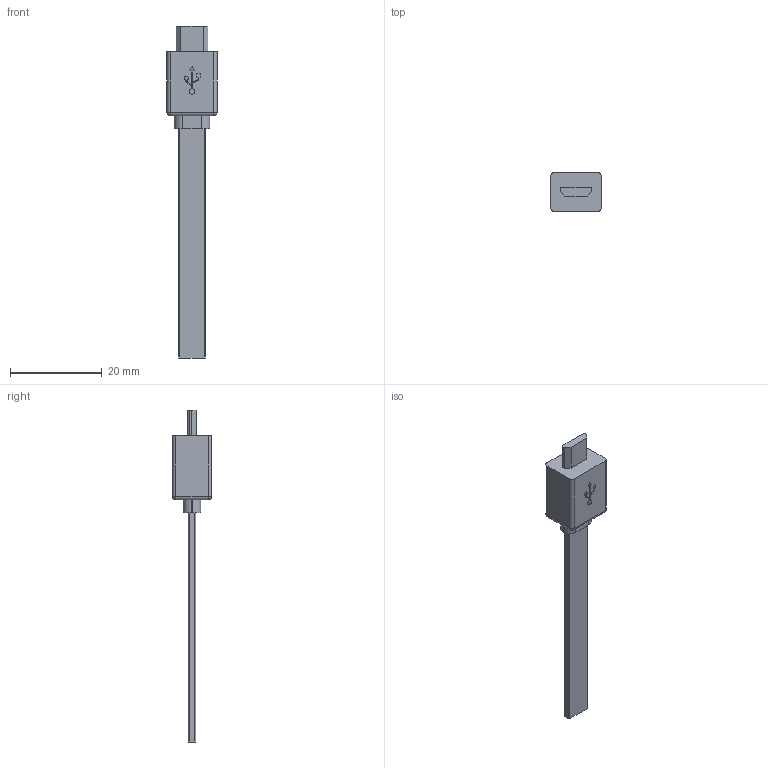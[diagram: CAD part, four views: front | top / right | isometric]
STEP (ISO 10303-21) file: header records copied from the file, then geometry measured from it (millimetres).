
FILE_DESCRIPTION (( 'STEP AP214' ), '1' );
FILE_NAME ('MICRO USB CONNECTOR AND FLAT CABLE.STEP', '2020-03-30T13:16:58', ( '' ), ( '' ), 'SwSTEP 2.0', 'SolidWorks 2020', '' );
FILE_SCHEMA (( 'AUTOMOTIVE_DESIGN' ));
Length unit declared in the file: millimetre
Products named in the file (1): MICRO USB CONNECTOR AND FLAT CABLE
Bounding box: 11 x 8.5 x 72.45 mm (x, y, z)
Volume: 1892.1 mm3; surface area: 1572.7 mm2
Topology: 1 solids, 1 shells, 107 faces, 292 edges, 188 vertices
Faces by surface type: plane 67, cylinder 36, sphere 4
Entity records: 3493 total; most frequent: CARTESIAN_POINT 584, DIRECTION 576, ORIENTED_EDGE 576, EDGE_CURVE 288, LINE 216, VECTOR 216, VERTEX_POINT 188, AXIS2_PLACEMENT_3D 180
